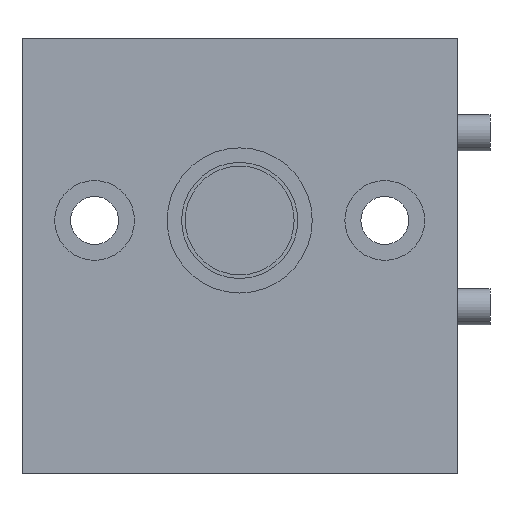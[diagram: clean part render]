
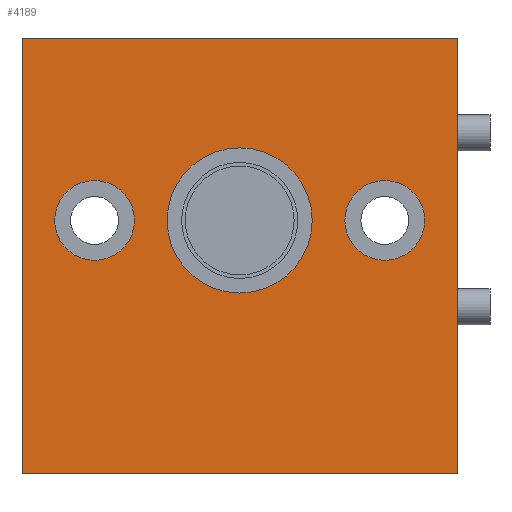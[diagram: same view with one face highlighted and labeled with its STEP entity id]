
A CAD part, front view. The second image highlights one B-rep face of the part: STEP entity #4189.
In plain terms, the highlighted planar face has unit normal (0, -1, 0).
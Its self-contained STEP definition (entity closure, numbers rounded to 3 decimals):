
#125=CARTESIAN_POINT('',(30.0,-20.0,30.0));
#126=VERTEX_POINT('',#125);
#133=CARTESIAN_POINT('',(30.0,-20.0,-30.0));
#134=VERTEX_POINT('',#133);
#135=CARTESIAN_POINT('',(30.0,-20.0,-30.0));
#136=DIRECTION('',(0.0,0.0,1.0));
#137=VECTOR('',#136,60.0);
#138=LINE('',#135,#137);
#139=EDGE_CURVE('',#134,#126,#138,.T.);
#2663=CARTESIAN_POINT('',(-30.0,-20.0,-30.0));
#2664=VERTEX_POINT('',#2663);
#2671=CARTESIAN_POINT('',(-30.0,-20.0,30.0));
#2672=VERTEX_POINT('',#2671);
#2673=CARTESIAN_POINT('',(-30.0,-20.0,30.0));
#2674=DIRECTION('',(0.0,0.0,-1.0));
#2675=VECTOR('',#2674,60.0);
#2676=LINE('',#2673,#2675);
#2677=EDGE_CURVE('',#2672,#2664,#2676,.T.);
#2735=CARTESIAN_POINT('',(-30.0,-20.0,-30.0));
#2736=DIRECTION('',(1.0,0.0,0.0));
#2737=VECTOR('',#2736,60.0);
#2738=LINE('',#2735,#2737);
#2739=EDGE_CURVE('',#2664,#134,#2738,.T.);
#3464=CARTESIAN_POINT('',(-14.5,-20.0,4.9));
#3465=VERTEX_POINT('',#3464);
#3466=CARTESIAN_POINT('',(-20.0,-20.0,4.9));
#3467=DIRECTION('',(0.0,1.0,0.0));
#3468=DIRECTION('',(1.0,0.0,0.0));
#3469=AXIS2_PLACEMENT_3D('',#3466,#3467,#3468);
#3470=CIRCLE('',#3469,5.5);
#3471=EDGE_CURVE('',#3465,#3465,#3470,.T.);
#3566=CARTESIAN_POINT('',(25.5,-20.0,4.9));
#3567=VERTEX_POINT('',#3566);
#3568=CARTESIAN_POINT('',(20.0,-20.0,4.9));
#3569=DIRECTION('',(0.0,1.0,0.0));
#3570=DIRECTION('',(1.0,0.0,0.0));
#3571=AXIS2_PLACEMENT_3D('',#3568,#3569,#3570);
#3572=CIRCLE('',#3571,5.5);
#3573=EDGE_CURVE('',#3567,#3567,#3572,.T.);
#4050=CARTESIAN_POINT('',(10.0,-20.0,4.9));
#4051=VERTEX_POINT('',#4050);
#4052=CARTESIAN_POINT('',(0.0,-20.0,4.9));
#4053=DIRECTION('',(0.0,1.0,0.0));
#4054=DIRECTION('',(-1.0,0.0,0.0));
#4055=AXIS2_PLACEMENT_3D('',#4052,#4053,#4054);
#4056=CIRCLE('',#4055,10.0);
#4057=EDGE_CURVE('',#4051,#4051,#4056,.T.);
#4164=CARTESIAN_POINT('',(30.0,-20.0,0.0));
#4165=DIRECTION('',(0.0,-1.0,0.0));
#4166=DIRECTION('',(0.0,0.0,-1.0));
#4167=AXIS2_PLACEMENT_3D('',#4164,#4165,#4166);
#4168=PLANE('',#4167);
#4169=CARTESIAN_POINT('',(30.0,-20.0,30.0));
#4170=DIRECTION('',(-1.0,0.0,0.0));
#4171=VECTOR('',#4170,60.0);
#4172=LINE('',#4169,#4171);
#4173=EDGE_CURVE('',#126,#2672,#4172,.T.);
#4174=ORIENTED_EDGE('',*,*,#4173,.T.);
#4175=ORIENTED_EDGE('',*,*,#2677,.T.);
#4176=ORIENTED_EDGE('',*,*,#2739,.T.);
#4177=ORIENTED_EDGE('',*,*,#139,.T.);
#4178=EDGE_LOOP('',(#4174,#4175,#4176,#4177));
#4179=FACE_OUTER_BOUND('',#4178,.T.);
#4180=ORIENTED_EDGE('',*,*,#3471,.T.);
#4181=EDGE_LOOP('',(#4180));
#4182=FACE_BOUND('',#4181,.T.);
#4183=ORIENTED_EDGE('',*,*,#3573,.T.);
#4184=EDGE_LOOP('',(#4183));
#4185=FACE_BOUND('',#4184,.T.);
#4186=ORIENTED_EDGE('',*,*,#4057,.T.);
#4187=EDGE_LOOP('',(#4186));
#4188=FACE_BOUND('',#4187,.T.);
#4189=ADVANCED_FACE('',(#4179,#4182,#4185,#4188),#4168,.T.);
